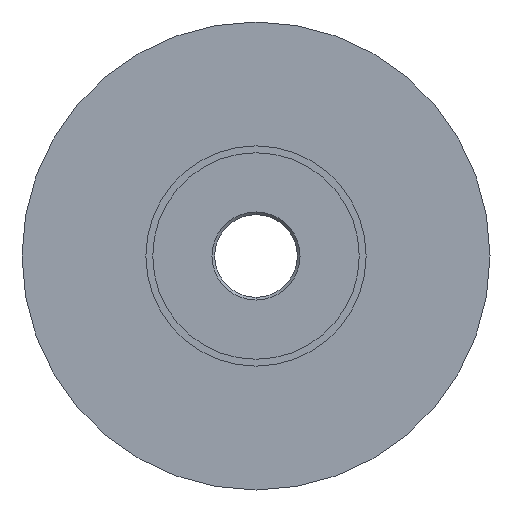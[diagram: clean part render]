
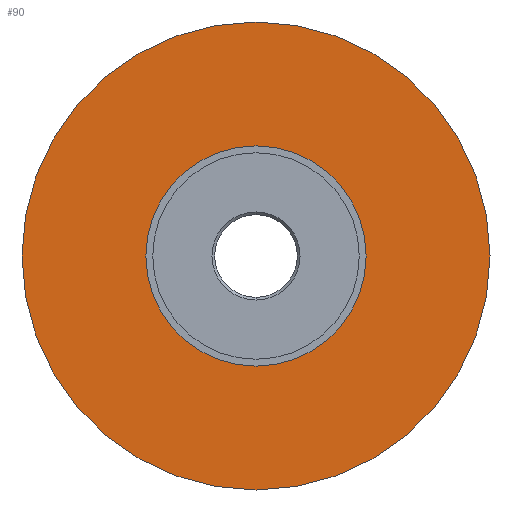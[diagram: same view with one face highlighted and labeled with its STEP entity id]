
A CAD part, front view. The second image highlights one B-rep face of the part: STEP entity #90.
In plain terms, the highlighted planar face has unit normal (0, -1, 0).
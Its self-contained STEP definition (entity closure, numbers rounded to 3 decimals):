
#5 = AXIS2_PLACEMENT_3D ( 'NONE', #87, #84, #428 ) ;
#9 = EDGE_CURVE ( 'NONE', #556, #250, #439, .T. ) ;
#29 = DIRECTION ( 'NONE',  ( 0., 0., 1. ) ) ;
#67 = ORIENTED_EDGE ( 'NONE', *, *, #510, .F. ) ;
#73 = CIRCLE ( 'NONE', #5, 17. ) ;
#84 = DIRECTION ( 'NONE',  ( 0., 1., 0. ) ) ;
#87 = CARTESIAN_POINT ( 'NONE',  ( 0., 5., 0. ) ) ;
#88 = DIRECTION ( 'NONE',  ( 0., 1., 0. ) ) ;
#90 = ADVANCED_FACE ( 'NONE', ( #135, #387 ), #427, .F. ) ;
#115 = CARTESIAN_POINT ( 'NONE',  ( 0., 5., 0. ) ) ;
#135 = FACE_OUTER_BOUND ( 'NONE', #352, .T. ) ;
#173 = CIRCLE ( 'NONE', #531, 17. ) ;
#187 = CARTESIAN_POINT ( 'NONE',  ( 0., 5., 0. ) ) ;
#204 = AXIS2_PLACEMENT_3D ( 'NONE', #187, #287, #238 ) ;
#213 = DIRECTION ( 'NONE',  ( 0., 1., 0. ) ) ;
#223 = AXIS2_PLACEMENT_3D ( 'NONE', #315, #88, #393 ) ;
#228 = CARTESIAN_POINT ( 'NONE',  ( 0., 5., 17. ) ) ;
#238 = DIRECTION ( 'NONE',  ( 0., 0., 1. ) ) ;
#250 = VERTEX_POINT ( 'NONE', #316 ) ;
#254 = CIRCLE ( 'NONE', #204, 8. ) ;
#255 = CARTESIAN_POINT ( 'NONE',  ( 0., 5., 0. ) ) ;
#284 = EDGE_LOOP ( 'NONE', ( #365, #554 ) ) ;
#287 = DIRECTION ( 'NONE',  ( 0., 1., 0. ) ) ;
#288 = DIRECTION ( 'NONE',  ( 0., 1., 0. ) ) ;
#297 = VERTEX_POINT ( 'NONE', #228 ) ;
#313 = EDGE_CURVE ( 'NONE', #250, #556, #254, .T. ) ;
#315 = CARTESIAN_POINT ( 'NONE',  ( -8., 5., 0. ) ) ;
#316 = CARTESIAN_POINT ( 'NONE',  ( 0., 5., -8. ) ) ;
#352 = EDGE_LOOP ( 'NONE', ( #67, #488 ) ) ;
#365 = ORIENTED_EDGE ( 'NONE', *, *, #9, .T. ) ;
#387 = FACE_BOUND ( 'NONE', #284, .T. ) ;
#390 = CARTESIAN_POINT ( 'NONE',  ( 0., 5., -17. ) ) ;
#393 = DIRECTION ( 'NONE',  ( 0., 0., 1. ) ) ;
#427 = PLANE ( 'NONE',  #223 ) ;
#428 = DIRECTION ( 'NONE',  ( 0., 0., 1. ) ) ;
#439 = CIRCLE ( 'NONE', #504, 8. ) ;
#479 = EDGE_CURVE ( 'NONE', #547, #297, #73, .T. ) ;
#488 = ORIENTED_EDGE ( 'NONE', *, *, #479, .F. ) ;
#504 = AXIS2_PLACEMENT_3D ( 'NONE', #115, #288, #29 ) ;
#510 = EDGE_CURVE ( 'NONE', #297, #547, #173, .T. ) ;
#514 = DIRECTION ( 'NONE',  ( 0., 0., 1. ) ) ;
#531 = AXIS2_PLACEMENT_3D ( 'NONE', #255, #213, #514 ) ;
#547 = VERTEX_POINT ( 'NONE', #390 ) ;
#554 = ORIENTED_EDGE ( 'NONE', *, *, #313, .T. ) ;
#556 = VERTEX_POINT ( 'NONE', #565 ) ;
#565 = CARTESIAN_POINT ( 'NONE',  ( 0., 5., 8. ) ) ;
